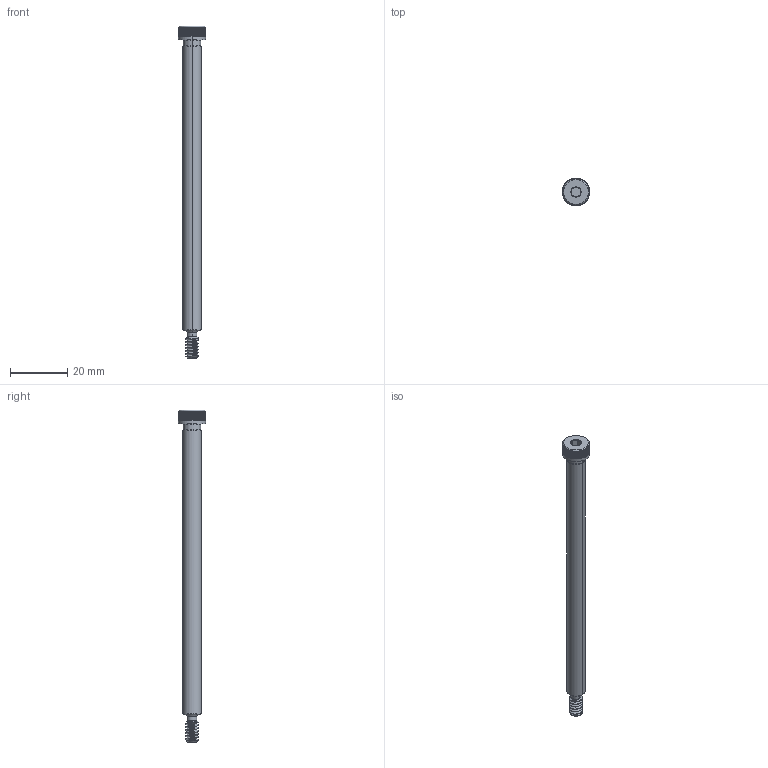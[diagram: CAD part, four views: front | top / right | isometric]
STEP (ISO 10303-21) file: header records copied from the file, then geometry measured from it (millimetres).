
FILE_DESCRIPTION (( 'STEP AP203' ), '1' );
FILE_NAME ('91259A115_Alloy Steel Shoulder Screw.STEP', '2023-09-12T22:19:03', ( '' ), ( '' ), 'SwSTEP 2.0', 'SolidWorks 2023', '' );
FILE_SCHEMA (( 'CONFIG_CONTROL_DESIGN' ));
Length unit declared in the file: inch
Products named in the file (1): 91259A115_Alloy Steel Shoulder Screw
Bounding box: 9.53 x 9.53 x 115.89 mm (x, y, z)
Volume: 3633.3 mm3; surface area: 2552.5 mm2
Topology: 1 solids, 1 shells, 360 faces, 961 edges, 606 vertices
Faces by surface type: cone 172, plane 163, cylinder 20, bspline 3, torus 2
Entity records: 12845 total; most frequent: CARTESIAN_POINT 4410, ORIENTED_EDGE 1922, DIRECTION 1515, EDGE_CURVE 961, VERTEX_POINT 606, AXIS2_PLACEMENT_3D 545, LINE 425, VECTOR 425
